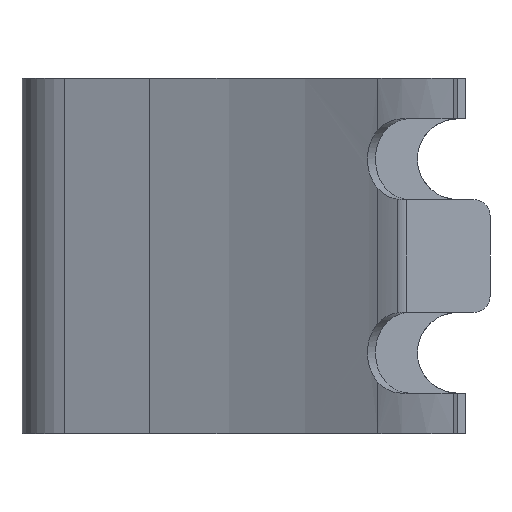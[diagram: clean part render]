
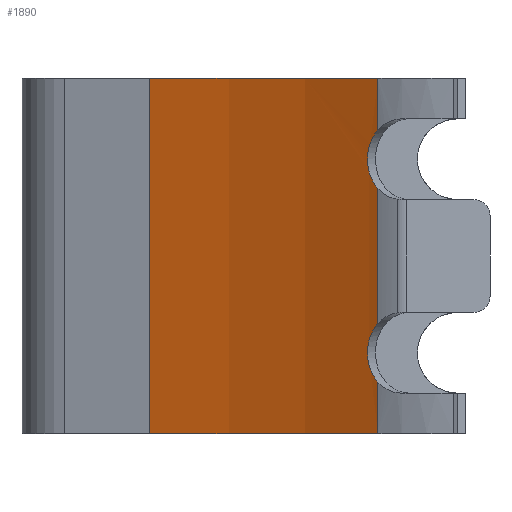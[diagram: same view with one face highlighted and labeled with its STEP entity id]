
A CAD part, front view. The second image highlights one B-rep face of the part: STEP entity #1890.
In plain terms, the highlighted cylindrical face has radius 60 mm (diameter 120 mm), a partial arc.
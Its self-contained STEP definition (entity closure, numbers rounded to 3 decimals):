
#10 = CARTESIAN_POINT ( 'NONE',  ( 3.901, -5.677, 11. ) ) ;
#24 = VERTEX_POINT ( 'NONE', #1072 ) ;
#34 = DIRECTION ( 'NONE',  ( 0., 0., -1. ) ) ;
#92 = VERTEX_POINT ( 'NONE', #1852 ) ;
#110 = CARTESIAN_POINT ( 'NONE',  ( 18.054, -13.092, 7.81 ) ) ;
#115 = CARTESIAN_POINT ( 'NONE',  ( 17.631, -12.795, -7.14 ) ) ;
#152 = VERTEX_POINT ( 'NONE', #1710 ) ;
#168 = CARTESIAN_POINT ( 'NONE',  ( 18.054, -13.092, 11. ) ) ;
#171 = EDGE_CURVE ( 'NONE', #886, #1575, #691, .T. ) ;
#234 = LINE ( 'NONE', #1023, #1265 ) ;
#241 = AXIS2_PLACEMENT_3D ( 'NONE', #1326, #447, #1491 ) ;
#269 = CARTESIAN_POINT ( 'NONE',  ( 17.632, -12.796, 7.142 ) ) ;
#270 = CARTESIAN_POINT ( 'NONE',  ( 18.054, -13.092, -4.19 ) ) ;
#278 = CARTESIAN_POINT ( 'NONE',  ( 17.861, -12.956, -7.566 ) ) ;
#287 = CARTESIAN_POINT ( 'NONE',  ( 17.631, -12.795, 4.86 ) ) ;
#309 = EDGE_CURVE ( 'NONE', #1575, #92, #418, .T. ) ;
#371 = DIRECTION ( 'NONE',  ( -1., 0., 0. ) ) ;
#417 = CARTESIAN_POINT ( 'NONE',  ( 17.478, -12.689, 6.671 ) ) ;
#418 = LINE ( 'NONE', #168, #1506 ) ;
#419 = CARTESIAN_POINT ( 'NONE',  ( 17.861, -12.956, -4.434 ) ) ;
#431 = CARTESIAN_POINT ( 'NONE',  ( 17.861, -12.956, 4.434 ) ) ;
#447 = DIRECTION ( 'NONE',  ( 0., 0., -1. ) ) ;
#458 = EDGE_CURVE ( 'NONE', #1828, #464, #987, .T. ) ;
#464 = VERTEX_POINT ( 'NONE', #918 ) ;
#535 = CARTESIAN_POINT ( 'NONE',  ( 18.054, -13.092, 4.19 ) ) ;
#538 = DIRECTION ( 'NONE',  ( 0., 0., -1. ) ) ;
#560 = CARTESIAN_POINT ( 'NONE',  ( 17.407, -12.64, 6.169 ) ) ;
#563 = CARTESIAN_POINT ( 'NONE',  ( 17.632, -12.796, -4.858 ) ) ;
#577 = CARTESIAN_POINT ( 'NONE',  ( 18.054, -13.092, 4.19 ) ) ;
#620 = AXIS2_PLACEMENT_3D ( 'NONE', #1868, #1538, #371 ) ;
#636 = CARTESIAN_POINT ( 'NONE',  ( 18.054, -13.092, -7.81 ) ) ;
#691 = B_SPLINE_CURVE_WITH_KNOTS ( 'NONE', 3,
 ( #110, #1447, #1921, #1143, #269, #1288, #417, #1452, #560, #1605, #718, #287, #1301, #431, #1468, #577 ),
 .UNSPECIFIED., .F., .F.,
 ( 4, 2, 2, 2, 2, 2, 2, 4 ),
 ( 0., 0.001, 0.001, 0.002, 0.002, 0.003, 0.004, 0.004 ),
 .UNSPECIFIED. ) ;
#718 = CARTESIAN_POINT ( 'NONE',  ( 17.465, -12.68, 5.324 ) ) ;
#719 = CARTESIAN_POINT ( 'NONE',  ( 17.478, -12.689, -5.329 ) ) ;
#788 = EDGE_CURVE ( 'NONE', #1012, #464, #234, .T. ) ;
#789 = ORIENTED_EDGE ( 'NONE', *, *, #1081, .F. ) ;
#857 = CIRCLE ( 'NONE', #241, 60. ) ;
#859 = EDGE_CURVE ( 'NONE', #152, #1828, #1848, .T. ) ;
#860 = CARTESIAN_POINT ( 'NONE',  ( 17.407, -12.64, -5.831 ) ) ;
#880 = CARTESIAN_POINT ( 'NONE',  ( 18.054, -13.092, -7.81 ) ) ;
#886 = VERTEX_POINT ( 'NONE', #1713 ) ;
#918 = CARTESIAN_POINT ( 'NONE',  ( 18.054, -13.092, -11. ) ) ;
#923 = CARTESIAN_POINT ( 'NONE',  ( -16.62, -62.058, -11. ) ) ;
#970 = VECTOR ( 'NONE', #538, 1000. ) ;
#987 = CIRCLE ( 'NONE', #1935, 60. ) ;
#990 = CARTESIAN_POINT ( 'NONE',  ( 17.952, -13.02, -4.307 ) ) ;
#1000 = CARTESIAN_POINT ( 'NONE',  ( 17.465, -12.68, -6.676 ) ) ;
#1007 = EDGE_CURVE ( 'NONE', #152, #24, #857, .T. ) ;
#1012 = VERTEX_POINT ( 'NONE', #880 ) ;
#1019 = ORIENTED_EDGE ( 'NONE', *, *, #1739, .F. ) ;
#1023 = CARTESIAN_POINT ( 'NONE',  ( 18.054, -13.092, 11. ) ) ;
#1041 = ORIENTED_EDGE ( 'NONE', *, *, #458, .T. ) ;
#1069 = DIRECTION ( 'NONE',  ( -1., 0., 0. ) ) ;
#1072 = CARTESIAN_POINT ( 'NONE',  ( 18.054, -13.092, 11. ) ) ;
#1081 = EDGE_CURVE ( 'NONE', #92, #1012, #1517, .T. ) ;
#1134 = ORIENTED_EDGE ( 'NONE', *, *, #309, .F. ) ;
#1143 = CARTESIAN_POINT ( 'NONE',  ( 17.702, -12.844, 7.291 ) ) ;
#1152 = CARTESIAN_POINT ( 'NONE',  ( 17.701, -12.844, -7.29 ) ) ;
#1176 = DIRECTION ( 'NONE',  ( 0., 0., -1. ) ) ;
#1198 = DIRECTION ( 'NONE',  ( 0., 0., -1. ) ) ;
#1265 = VECTOR ( 'NONE', #1176, 1000. ) ;
#1270 = CARTESIAN_POINT ( 'NONE',  ( 18.054, -13.092, 11. ) ) ;
#1288 = CARTESIAN_POINT ( 'NONE',  ( 17.521, -12.718, 6.832 ) ) ;
#1296 = CARTESIAN_POINT ( 'NONE',  ( 17.952, -13.02, -7.693 ) ) ;
#1301 = CARTESIAN_POINT ( 'NONE',  ( 17.701, -12.844, 4.71 ) ) ;
#1326 = CARTESIAN_POINT ( 'NONE',  ( -16.62, -62.058, 11. ) ) ;
#1402 = CYLINDRICAL_SURFACE ( 'NONE', #620, 60. ) ;
#1443 = VECTOR ( 'NONE', #1498, 1000. ) ;
#1447 = CARTESIAN_POINT ( 'NONE',  ( 17.952, -13.02, 7.693 ) ) ;
#1450 = FACE_OUTER_BOUND ( 'NONE', #1939, .T. ) ;
#1452 = CARTESIAN_POINT ( 'NONE',  ( 17.421, -12.65, 6.34 ) ) ;
#1455 = CARTESIAN_POINT ( 'NONE',  ( 17.702, -12.844, -4.709 ) ) ;
#1468 = CARTESIAN_POINT ( 'NONE',  ( 17.952, -13.02, 4.307 ) ) ;
#1479 = ORIENTED_EDGE ( 'NONE', *, *, #171, .F. ) ;
#1491 = DIRECTION ( 'NONE',  ( -1., 0., 0. ) ) ;
#1498 = DIRECTION ( 'NONE',  ( 0., 0., -1. ) ) ;
#1506 = VECTOR ( 'NONE', #1198, 1000. ) ;
#1517 = B_SPLINE_CURVE_WITH_KNOTS ( 'NONE', 3,
 ( #270, #990, #419, #1455, #563, #1607, #719, #1763, #860, #1929, #1000, #115, #1152, #278, #1296, #636 ),
 .UNSPECIFIED., .F., .F.,
 ( 4, 2, 2, 2, 2, 2, 2, 4 ),
 ( 0., 0.001, 0.001, 0.002, 0.002, 0.003, 0.004, 0.004 ),
 .UNSPECIFIED. ) ;
#1524 = ORIENTED_EDGE ( 'NONE', *, *, #1007, .F. ) ;
#1538 = DIRECTION ( 'NONE',  ( 0., 0., -1. ) ) ;
#1575 = VERTEX_POINT ( 'NONE', #535 ) ;
#1605 = CARTESIAN_POINT ( 'NONE',  ( 17.406, -12.64, 5.664 ) ) ;
#1607 = CARTESIAN_POINT ( 'NONE',  ( 17.521, -12.718, -5.168 ) ) ;
#1671 = LINE ( 'NONE', #1270, #970 ) ;
#1676 = CARTESIAN_POINT ( 'NONE',  ( 3.901, -5.677, -11. ) ) ;
#1710 = CARTESIAN_POINT ( 'NONE',  ( 3.901, -5.677, 11. ) ) ;
#1713 = CARTESIAN_POINT ( 'NONE',  ( 18.054, -13.092, 7.81 ) ) ;
#1717 = ORIENTED_EDGE ( 'NONE', *, *, #788, .F. ) ;
#1739 = EDGE_CURVE ( 'NONE', #24, #886, #1671, .T. ) ;
#1763 = CARTESIAN_POINT ( 'NONE',  ( 17.421, -12.65, -5.66 ) ) ;
#1801 = ORIENTED_EDGE ( 'NONE', *, *, #859, .T. ) ;
#1828 = VERTEX_POINT ( 'NONE', #1676 ) ;
#1848 = LINE ( 'NONE', #10, #1443 ) ;
#1852 = CARTESIAN_POINT ( 'NONE',  ( 18.054, -13.092, -4.19 ) ) ;
#1868 = CARTESIAN_POINT ( 'NONE',  ( -16.62, -62.058, 11. ) ) ;
#1890 = ADVANCED_FACE ( 'NONE', ( #1450 ), #1402, .F. ) ;
#1921 = CARTESIAN_POINT ( 'NONE',  ( 17.861, -12.956, 7.566 ) ) ;
#1929 = CARTESIAN_POINT ( 'NONE',  ( 17.406, -12.64, -6.336 ) ) ;
#1935 = AXIS2_PLACEMENT_3D ( 'NONE', #923, #34, #1069 ) ;
#1939 = EDGE_LOOP ( 'NONE', ( #1717, #789, #1134, #1479, #1019, #1524, #1801, #1041 ) ) ;
